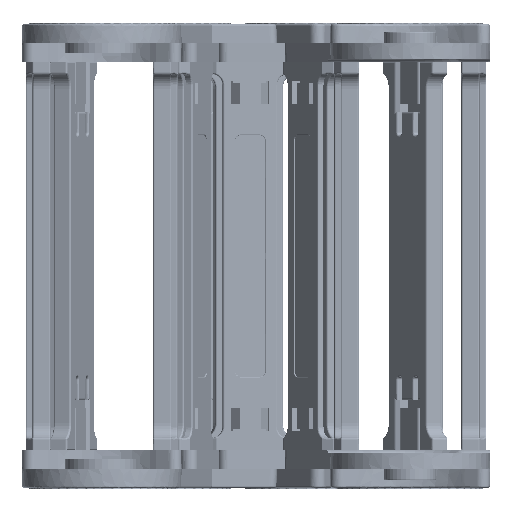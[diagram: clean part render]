
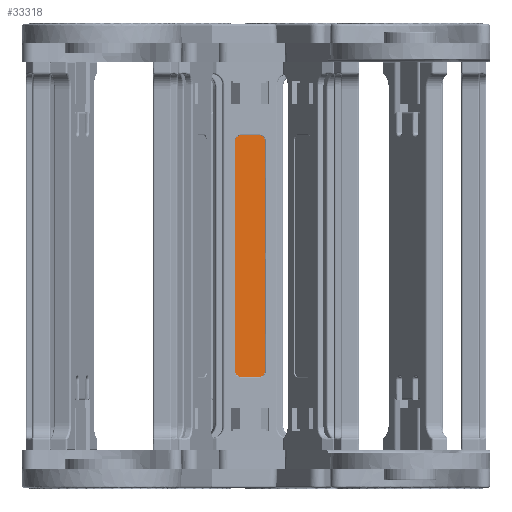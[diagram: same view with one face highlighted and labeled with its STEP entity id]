
A CAD part, left-side view. The second image highlights one B-rep face of the part: STEP entity #33318.
In plain terms, the highlighted face is planar.
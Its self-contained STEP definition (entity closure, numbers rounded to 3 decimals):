
#847 = EDGE_CURVE ( 'NONE', #6808, #5130, #23539, .T. ) ;
#935 = VECTOR ( 'NONE', #36400, 1000. ) ;
#1334 = AXIS2_PLACEMENT_3D ( 'NONE', #10255, #2167, #24740 ) ;
#2167 = DIRECTION ( 'NONE',  ( 0., -1., 0. ) ) ;
#2445 = VERTEX_POINT ( 'NONE', #5907 ) ;
#3613 = DIRECTION ( 'NONE',  ( 0., 0., 1. ) ) ;
#3773 = CARTESIAN_POINT ( 'NONE',  ( -60.782, 19.403, 94.125 ) ) ;
#3893 = DIRECTION ( 'NONE',  ( 0., 0., 1. ) ) ;
#4182 = ORIENTED_EDGE ( 'NONE', *, *, #34898, .T. ) ;
#4214 = VERTEX_POINT ( 'NONE', #33441 ) ;
#4717 = ORIENTED_EDGE ( 'NONE', *, *, #24606, .T. ) ;
#4789 = CARTESIAN_POINT ( 'NONE',  ( -60.782, 19.403, 96.036 ) ) ;
#4901 = LINE ( 'NONE', #14073, #935 ) ;
#5130 = VERTEX_POINT ( 'NONE', #11424 ) ;
#5275 = CARTESIAN_POINT ( 'NONE',  ( -54.757, 19.403, 95. ) ) ;
#5377 = ORIENTED_EDGE ( 'NONE', *, *, #22286, .T. ) ;
#5907 = CARTESIAN_POINT ( 'NONE',  ( -54.757, 19.403, 34.35 ) ) ;
#5987 = EDGE_LOOP ( 'NONE', ( #5377, #23579, #26961, #26006, #22209, #4717, #35191, #4182 ) ) ;
#6589 = LINE ( 'NONE', #17096, #28339 ) ;
#6808 = VERTEX_POINT ( 'NONE', #35745 ) ;
#6998 = CARTESIAN_POINT ( 'NONE',  ( -62.481, 19.403, 95. ) ) ;
#7134 = DIRECTION ( 'NONE',  ( 0., 0., -1. ) ) ;
#7904 = CIRCLE ( 'NONE', #36112, 1.911 ) ;
#8555 = CARTESIAN_POINT ( 'NONE',  ( -60.782, 19.403, 33.314 ) ) ;
#8566 = VERTEX_POINT ( 'NONE', #4789 ) ;
#8673 = VERTEX_POINT ( 'NONE', #5275 ) ;
#8742 = EDGE_CURVE ( 'NONE', #8566, #14224, #4901, .T. ) ;
#9184 = EDGE_CURVE ( 'NONE', #5130, #2445, #29171, .T. ) ;
#9477 = CIRCLE ( 'NONE', #22605, 1.911 ) ;
#10255 = CARTESIAN_POINT ( 'NONE',  ( -56.456, 19.403, 35.225 ) ) ;
#10431 = CARTESIAN_POINT ( 'NONE',  ( -56.456, 19.403, 94.125 ) ) ;
#11424 = CARTESIAN_POINT ( 'NONE',  ( -56.456, 19.403, 33.314 ) ) ;
#11653 = DIRECTION ( 'NONE',  ( 0., 0., -1. ) ) ;
#14073 = CARTESIAN_POINT ( 'NONE',  ( -60.782, 19.403, 96.036 ) ) ;
#14224 = VERTEX_POINT ( 'NONE', #22031 ) ;
#15190 = DIRECTION ( 'NONE',  ( 0., 1., 0. ) ) ;
#17096 = CARTESIAN_POINT ( 'NONE',  ( -62.481, 19.403, 95. ) ) ;
#17128 = LINE ( 'NONE', #34590, #22033 ) ;
#17218 = FACE_OUTER_BOUND ( 'NONE', #5987, .T. ) ;
#18184 = VECTOR ( 'NONE', #36680, 1000. ) ;
#19020 = EDGE_CURVE ( 'NONE', #19979, #4214, #6589, .T. ) ;
#19351 = DIRECTION ( 'NONE',  ( 0., 0., 1. ) ) ;
#19979 = VERTEX_POINT ( 'NONE', #6998 ) ;
#20624 = DIRECTION ( 'NONE',  ( 0., 1., 0. ) ) ;
#20869 = CARTESIAN_POINT ( 'NONE',  ( -60.782, 19.403, 84.125 ) ) ;
#22031 = CARTESIAN_POINT ( 'NONE',  ( -56.456, 19.403, 96.036 ) ) ;
#22033 = VECTOR ( 'NONE', #34960, 1000. ) ;
#22209 = ORIENTED_EDGE ( 'NONE', *, *, #19020, .F. ) ;
#22286 = EDGE_CURVE ( 'NONE', #8673, #2445, #17128, .T. ) ;
#22605 = AXIS2_PLACEMENT_3D ( 'NONE', #3773, #15190, #3893 ) ;
#23539 = LINE ( 'NONE', #8555, #18184 ) ;
#23579 = ORIENTED_EDGE ( 'NONE', *, *, #9184, .F. ) ;
#23610 = PLANE ( 'NONE',  #34615 ) ;
#24606 = EDGE_CURVE ( 'NONE', #19979, #8566, #9477, .T. ) ;
#24663 = EDGE_CURVE ( 'NONE', #4214, #6808, #25446, .T. ) ;
#24740 = DIRECTION ( 'NONE',  ( 0., 0., -1. ) ) ;
#25446 = CIRCLE ( 'NONE', #28285, 1.911 ) ;
#26006 = ORIENTED_EDGE ( 'NONE', *, *, #24663, .F. ) ;
#26857 = DIRECTION ( 'NONE',  ( 0., -1., 0. ) ) ;
#26961 = ORIENTED_EDGE ( 'NONE', *, *, #847, .F. ) ;
#28285 = AXIS2_PLACEMENT_3D ( 'NONE', #32890, #26857, #7134 ) ;
#28339 = VECTOR ( 'NONE', #11653, 1000. ) ;
#29171 = CIRCLE ( 'NONE', #1334, 1.911 ) ;
#32890 = CARTESIAN_POINT ( 'NONE',  ( -60.782, 19.403, 35.225 ) ) ;
#33318 = ADVANCED_FACE ( 'NONE', ( #17218 ), #23610, .T. ) ;
#33441 = CARTESIAN_POINT ( 'NONE',  ( -62.481, 19.403, 34.35 ) ) ;
#33445 = DIRECTION ( 'NONE',  ( 0., 1., 0. ) ) ;
#34590 = CARTESIAN_POINT ( 'NONE',  ( -54.757, 19.403, 95. ) ) ;
#34615 = AXIS2_PLACEMENT_3D ( 'NONE', #20869, #20624, #3613 ) ;
#34898 = EDGE_CURVE ( 'NONE', #14224, #8673, #7904, .T. ) ;
#34960 = DIRECTION ( 'NONE',  ( 0., 0., -1. ) ) ;
#35191 = ORIENTED_EDGE ( 'NONE', *, *, #8742, .T. ) ;
#35745 = CARTESIAN_POINT ( 'NONE',  ( -60.782, 19.403, 33.314 ) ) ;
#36112 = AXIS2_PLACEMENT_3D ( 'NONE', #10431, #33445, #19351 ) ;
#36400 = DIRECTION ( 'NONE',  ( 1., 0., 0. ) ) ;
#36680 = DIRECTION ( 'NONE',  ( 1., 0., 0. ) ) ;
